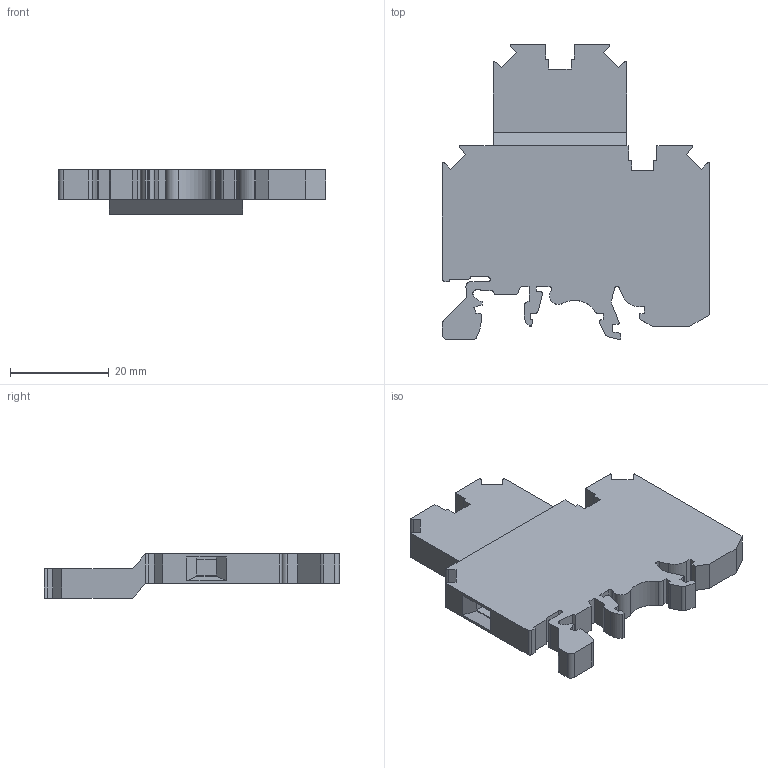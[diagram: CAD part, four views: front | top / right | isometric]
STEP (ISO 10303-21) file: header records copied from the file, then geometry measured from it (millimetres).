
FILE_DESCRIPTION(/* description */ ('Unknown'),/* implementation_level */ '2;1');
FILE_NAME(/* name */ 'KUDD4CC1_GY_3D',/* time_stamp */ '2019-11-09T15:34:39+05:00',/* author */ ('Unknown'),/* organization */ ('Unknown'),/* preprocessor_version */ 'ST-DEVELOPER v16.7',/* originating_system */ 'DEX',/* authorisation */ $);
FILE_SCHEMA (('AUTOMOTIVE_DESIGN {1 0 10303 214 3 1 1}'));
Length unit declared in the file: millimetre
Products named in the file (1): KUDD4CC1
Bounding box: 54 x 59.7 x 9 mm (x, y, z)
Volume: 12878.8 mm3; surface area: 6979.5 mm2
Topology: 1 solids, 1 shells, 169 faces, 461 edges, 302 vertices
Faces by surface type: plane 129, cylinder 40
Full cylindrical faces by diameter (mm): 2.113 x2, 4.3 x3
Entity records: 5292 total; most frequent: CARTESIAN_POINT 928, ORIENTED_EDGE 912, DIRECTION 876, EDGE_CURVE 456, LINE 376, VECTOR 376, VERTEX_POINT 302, AXIS2_PLACEMENT_3D 250
